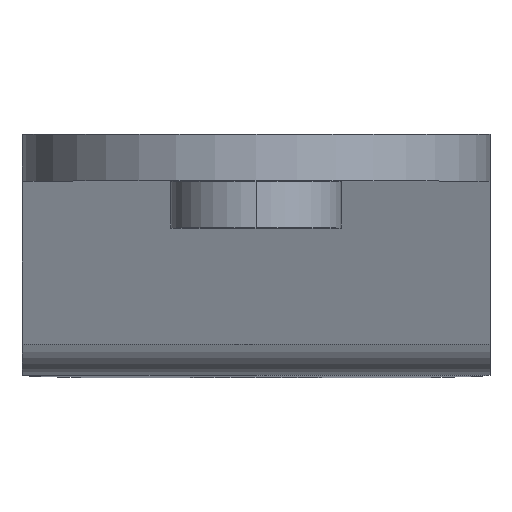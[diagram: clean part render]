
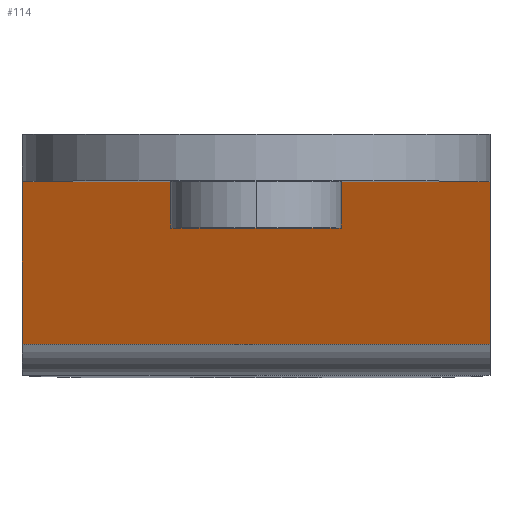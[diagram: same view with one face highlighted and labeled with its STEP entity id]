
A CAD part, top view. The second image highlights one B-rep face of the part: STEP entity #114.
In plain terms, the highlighted planar face has unit normal (0, -0.342, 0.94).
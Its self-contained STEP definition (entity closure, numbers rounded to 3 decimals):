
#13 = VECTOR ( 'NONE', #25, 1000. ) ;
#25 = DIRECTION ( 'NONE',  ( 1., 0., 0. ) ) ;
#47 = EDGE_CURVE ( 'NONE', #592, #349, #260, .T. ) ;
#64 = AXIS2_PLACEMENT_3D ( 'NONE', #395, #479, #547 ) ;
#77 = CARTESIAN_POINT ( 'NONE',  ( 10., 0., -8.6 ) ) ;
#114 = ADVANCED_FACE ( 'NONE', ( #743 ), #735, .F. ) ;
#124 = DIRECTION ( 'NONE',  ( 0., -0.94, -0.342 ) ) ;
#141 = CARTESIAN_POINT ( 'NONE',  ( -10., 0., -8.6 ) ) ;
#147 = VERTEX_POINT ( 'NONE', #141 ) ;
#163 = CARTESIAN_POINT ( 'NONE',  ( 10., -6.953, -11.13 ) ) ;
#260 = LINE ( 'NONE', #451, #697 ) ;
#291 = CARTESIAN_POINT ( 'NONE',  ( -10., 0., -8.6 ) ) ;
#295 = VECTOR ( 'NONE', #445, 1000. ) ;
#327 = ORIENTED_EDGE ( 'NONE', *, *, #538, .F. ) ;
#332 = ORIENTED_EDGE ( 'NONE', *, *, #763, .F. ) ;
#337 = EDGE_LOOP ( 'NONE', ( #332, #327, #433, #655 ) ) ;
#349 = VERTEX_POINT ( 'NONE', #163 ) ;
#357 = CARTESIAN_POINT ( 'NONE',  ( -10., -6.953, -11.13 ) ) ;
#395 = CARTESIAN_POINT ( 'NONE',  ( 10., 1.316, -8.121 ) ) ;
#433 = ORIENTED_EDGE ( 'NONE', *, *, #47, .F. ) ;
#445 = DIRECTION ( 'NONE',  ( -1., 0., 0. ) ) ;
#451 = CARTESIAN_POINT ( 'NONE',  ( 10., 0., -8.6 ) ) ;
#479 = DIRECTION ( 'NONE',  ( 0., 0.342, -0.94 ) ) ;
#481 = LINE ( 'NONE', #357, #487 ) ;
#487 = VECTOR ( 'NONE', #677, 1000. ) ;
#504 = LINE ( 'NONE', #832, #295 ) ;
#538 = EDGE_CURVE ( 'NONE', #349, #733, #504, .T. ) ;
#544 = LINE ( 'NONE', #291, #13 ) ;
#547 = DIRECTION ( 'NONE',  ( -1., 0., 0. ) ) ;
#592 = VERTEX_POINT ( 'NONE', #77 ) ;
#655 = ORIENTED_EDGE ( 'NONE', *, *, #729, .F. ) ;
#677 = DIRECTION ( 'NONE',  ( 0., 0.94, 0.342 ) ) ;
#697 = VECTOR ( 'NONE', #124, 1000. ) ;
#729 = EDGE_CURVE ( 'NONE', #147, #592, #544, .T. ) ;
#733 = VERTEX_POINT ( 'NONE', #752 ) ;
#735 = PLANE ( 'NONE',  #64 ) ;
#743 = FACE_OUTER_BOUND ( 'NONE', #337, .T. ) ;
#752 = CARTESIAN_POINT ( 'NONE',  ( -10., -6.953, -11.13 ) ) ;
#763 = EDGE_CURVE ( 'NONE', #733, #147, #481, .T. ) ;
#832 = CARTESIAN_POINT ( 'NONE',  ( 10., -6.953, -11.13 ) ) ;
